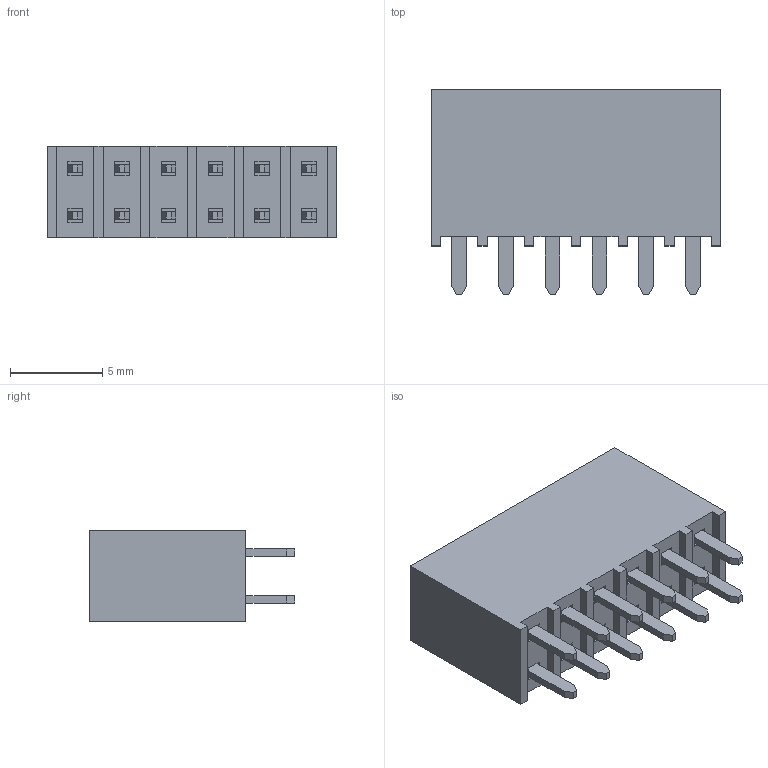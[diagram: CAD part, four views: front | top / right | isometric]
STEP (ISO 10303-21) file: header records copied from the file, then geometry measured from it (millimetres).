
FILE_DESCRIPTION(('FreeCAD Model'),'2;1');
FILE_NAME('Open CASCADE Shape Model','2024-09-30T11:11:35',('Author'),( ''),'Open CASCADE STEP processor 7.6','FreeCAD','Unknown');
FILE_SCHEMA(('AUTOMOTIVE_DESIGN { 1 0 10303 214 1 1 1 1 }'));
Length unit declared in the file: millimetre
Products named in the file (3): SSW-106-01-T-D; T1SSW-106-01-T-D; P2SSW-106-01-T-D
Assembly tree (2 placements, depth 2):
  SSW-106-01-T-D
    T1SSW-106-01-T-D
    P2SSW-106-01-T-D
Bounding box: 15.75 x 11.15 x 4.95 mm (x, y, z)
Volume: 593.1 mm3; surface area: 1018 mm2
Topology: 2 solids, 2 shells, 168 faces, 456 edges, 304 vertices
Faces by surface type: plane 168
Entity records: 5294 total; most frequent: CARTESIAN_POINT 931, ORIENTED_EDGE 912, DIRECTION 798, EDGE_CURVE 456, LINE 456, VECTOR 456, VERTEX_POINT 304, FACE_BOUND 204
